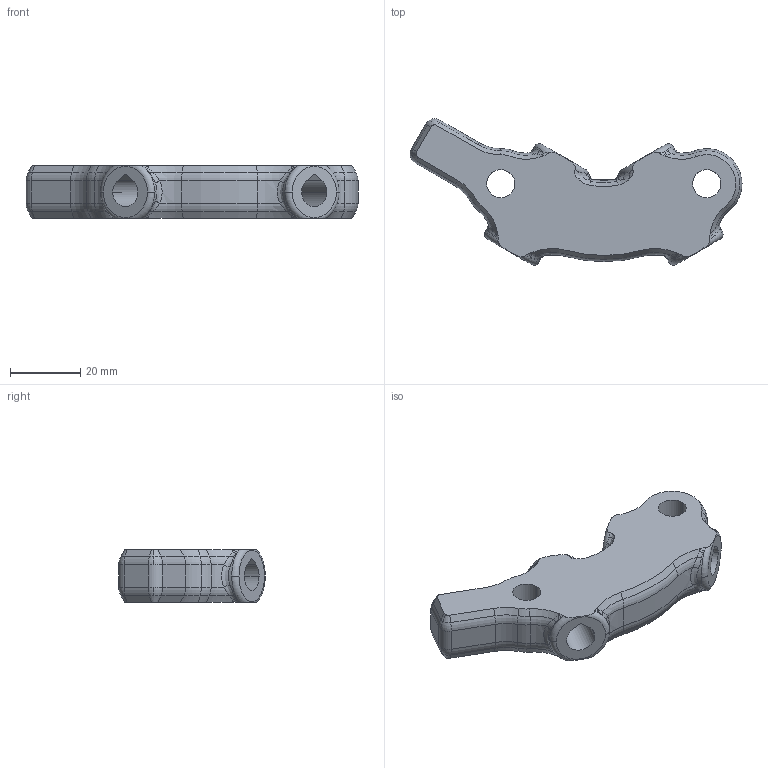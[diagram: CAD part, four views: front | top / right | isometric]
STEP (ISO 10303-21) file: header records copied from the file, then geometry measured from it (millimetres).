
FILE_DESCRIPTION (( 'STEP AP203' ), '1' );
FILE_NAME ('Ecksbot_Vertex_Footedx2.STEP', '2012-07-31T21:03:48', ( '' ), ( '' ), 'SwSTEP 2.0', 'SolidWorks 2012', '' );
FILE_SCHEMA (( 'CONFIG_CONTROL_DESIGN' ));
Length unit declared in the file: millimetre
Products named in the file (1): Ecksbot_Vertex_Footedx2
Bounding box: 94.28 x 41.59 x 15 mm (x, y, z)
Volume: 27924.8 mm3; surface area: 9580.1 mm2
Topology: 1 solids, 1 shells, 229 faces, 552 edges, 325 vertices
Faces by surface type: bspline 72, cone 48, torus 46, cylinder 44, plane 19
Entity records: 8142 total; most frequent: CARTESIAN_POINT 3164, ORIENTED_EDGE 1104, DIRECTION 967, EDGE_CURVE 552, AXIS2_PLACEMENT_3D 430, VERTEX_POINT 325, CIRCLE 272, EDGE_LOOP 237
